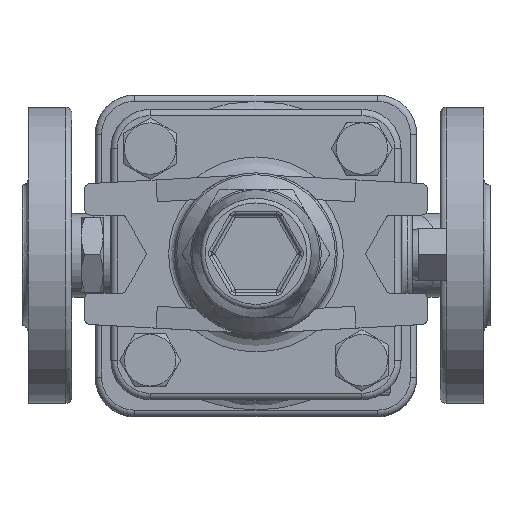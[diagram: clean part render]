
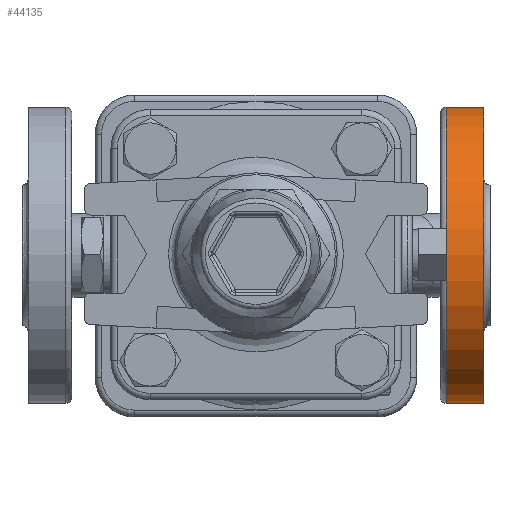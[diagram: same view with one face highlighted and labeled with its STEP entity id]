
A CAD part, top view. The second image highlights one B-rep face of the part: STEP entity #44135.
In plain terms, the highlighted cylindrical face has radius 47.5 mm (diameter 95 mm), a full revolution.
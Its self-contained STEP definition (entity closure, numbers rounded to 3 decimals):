
#43981=CARTESIAN_POINT('',(73.0,0.,30.5));
#43982=VERTEX_POINT('',#43981);
#43983=CARTESIAN_POINT('',(73.0,0.0,78.0));
#43984=DIRECTION('',(-1.0,0.0,0.0));
#43985=DIRECTION('',(0.0,0.0,1.0));
#43986=AXIS2_PLACEMENT_3D('',#43983,#43984,#43985);
#43987=CIRCLE('',#43986,47.5);
#43988=EDGE_CURVE('',#43982,#43982,#43987,.T.);
#44045=CARTESIAN_POINT('',(61.,0.,30.5));
#44046=VERTEX_POINT('',#44045);
#44047=CARTESIAN_POINT('',(61.,0.0,78.0));
#44048=DIRECTION('',(-1.0,0.0,0.0));
#44049=DIRECTION('',(0.0,0.0,1.0));
#44050=AXIS2_PLACEMENT_3D('',#44047,#44048,#44049);
#44051=CIRCLE('',#44050,47.5);
#44052=EDGE_CURVE('',#44046,#44046,#44051,.T.);
#44124=CARTESIAN_POINT('',(75.0,0.0,78.0));
#44125=DIRECTION('',(-1.0,0.0,0.0));
#44126=DIRECTION('',(0.0,0.0,1.0));
#44127=AXIS2_PLACEMENT_3D('',#44124,#44125,#44126);
#44128=CYLINDRICAL_SURFACE('',#44127,47.5);
#44129=ORIENTED_EDGE('',*,*,#43988,.T.);
#44130=EDGE_LOOP('',(#44129));
#44131=FACE_OUTER_BOUND('',#44130,.T.);
#44132=ORIENTED_EDGE('',*,*,#44052,.F.);
#44133=EDGE_LOOP('',(#44132));
#44134=FACE_BOUND('',#44133,.T.);
#44135=ADVANCED_FACE('',(#44131,#44134),#44128,.T.);
